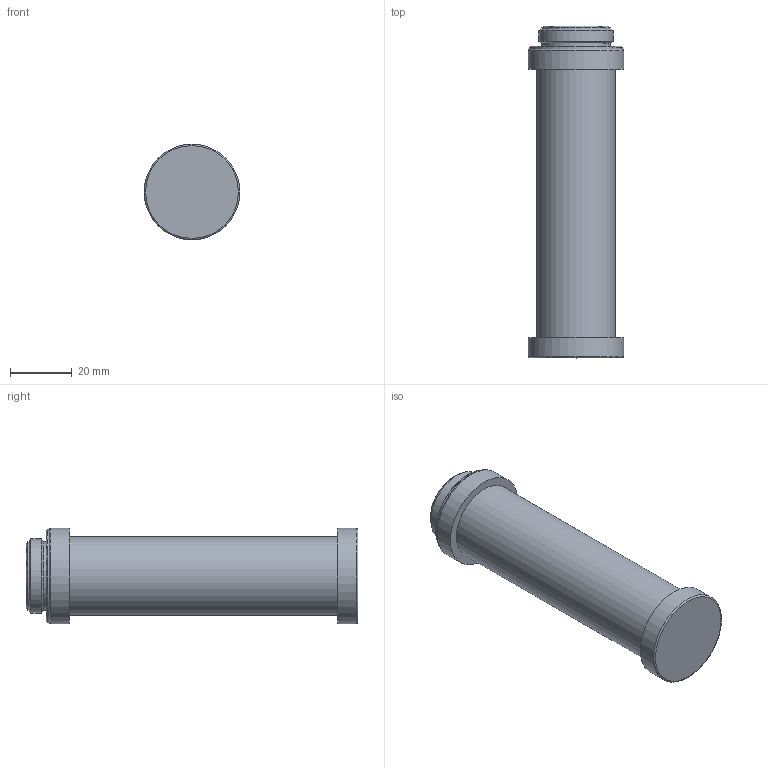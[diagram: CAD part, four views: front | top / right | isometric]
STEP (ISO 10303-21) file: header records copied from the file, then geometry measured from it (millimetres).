
FILE_DESCRIPTION(/* description */ ('STEP AP214'),/* implementation_level */ '2;1');
FILE_NAME(/* name */ '532911_MS6-LFX',/* time_stamp */ '2024-09-10T18:49:24+02:00',/* author */ ('License CC BY-ND 4.0'),/* organization */ ('CADENAS'),/* preprocessor_version */ 'ST-DEVELOPER v19.3',/* originating_system */ 'PARTsolutions',/* authorisation */ ' ');
FILE_SCHEMA (('AUTOMOTIVE_DESIGN {1 0 10303 214 3 1 1}'));
Length unit declared in the file: millimetre
Products named in the file (1): 532911 MS6-LFX
Bounding box: 31 x 107.5 x 31 mm (x, y, z)
Volume: 31465.8 mm3; surface area: 16769.9 mm2
Topology: 1 solids, 1 shells, 27 faces, 45 edges, 26 vertices
Faces by surface type: cylinder 10, plane 8, cone 6, torus 3
Full cylindrical faces by diameter (mm): 14 x1, 18.5 x1, 22.16 x2, 24 x1, 25.5 x1, 25.6 x1, 30 x1, 31 x2
Entity records: 748 total; most frequent: DIRECTION 108, CARTESIAN_POINT 80, AXIS2_PLACEMENT_3D 54, ORIENTED_EDGE 52, EDGE_LOOP 52, FACE_BOUND 52, STYLED_ITEM 27, PRESENTATION_STYLE_ASSIGNMENT 27
